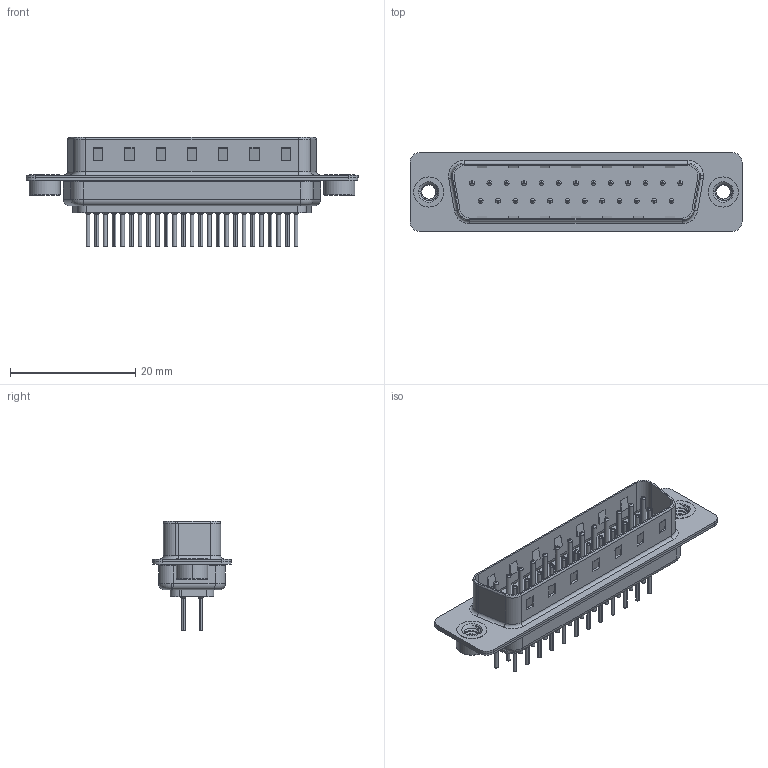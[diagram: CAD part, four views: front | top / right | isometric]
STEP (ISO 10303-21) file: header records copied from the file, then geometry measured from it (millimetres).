
FILE_DESCRIPTION (( 'STEP AP203' ), '1' );
FILE_NAME ('MHDD-25MNS-C1.STEP', '2025-11-12T20:10:57', ( '' ), ( '' ), 'SwSTEP 2.0', 'SolidWorks 2023', '' );
FILE_SCHEMA (( 'CONFIG_CONTROL_DESIGN' ));
Length unit declared in the file: millimetre
Products named in the file (7): MHDD Contact Row 1_20L; MHDD Shell Rear_25 Contacts; MHDD 4-40 Threaded Standoff BS; MHDD Housing_25 LP; MHDD Contact Row 2_20L; MHDD Shell Front_25 Contacts; MHDD-25MNS-C1
Assembly tree (30 placements, depth 2):
  MHDD-25MNS-C1
    MHDD Housing_25 LP
    MHDD Shell Front_25 Contacts
    MHDD Shell Rear_25 Contacts
    MHDD Contact Row 1_20L  x13
    MHDD Contact Row 2_20L  x12
    MHDD 4-40 Threaded Standoff BS  x2
Bounding box: 53.04 x 12.55 x 17.42 mm (x, y, z)
Volume: 2552.3 mm3; surface area: 7630.4 mm2
Topology: 30 solids, 30 shells, 2828 faces, 7384 edges, 4577 vertices
Faces by surface type: cylinder 1060, plane 771, torus 725, cone 266, bspline 6
Entity records: 25137 total; most frequent: CARTESIAN_POINT 5754, DIRECTION 4031, ORIENTED_EDGE 3594, EDGE_CURVE 1797, AXIS2_PLACEMENT_3D 1589, VERTEX_POINT 1144, EDGE_LOOP 875, VECTOR 853
